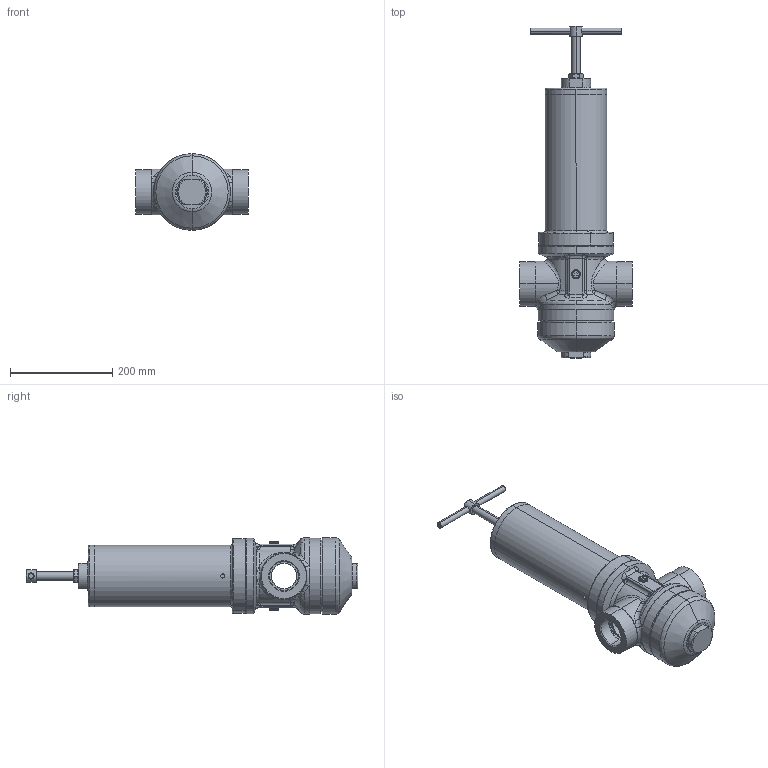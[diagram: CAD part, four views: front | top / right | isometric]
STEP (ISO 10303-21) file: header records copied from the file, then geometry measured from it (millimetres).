
FILE_DESCRIPTION (( 'STEP AP203' ), '1' );
FILE_NAME ('70 BG IIIB G2 Female.STEP', '2017-12-18T12:34:25', ( '' ), ( '' ), 'SwSTEP 2.0', 'SolidWorks 2016', '' );
FILE_SCHEMA (( 'CONFIG_CONTROL_DESIGN' ));
Length unit declared in the file: millimetre
Products named in the file (1): 70 BG IIIB G2 Female
Bounding box: 220 x 650.52 x 150 mm (x, y, z)
Volume: 2420206.4 mm3; surface area: 576440.9 mm2
Topology: 9 solids, 9 shells, 477 faces, 1051 edges, 615 vertices
Faces by surface type: cylinder 134, cone 106, plane 97, torus 86, bspline 54
Entity records: 17643 total; most frequent: CARTESIAN_POINT 7329, DIRECTION 2222, ORIENTED_EDGE 2086, EDGE_CURVE 1043, AXIS2_PLACEMENT_3D 972, VERTEX_POINT 615, CIRCLE 548, EDGE_LOOP 530
